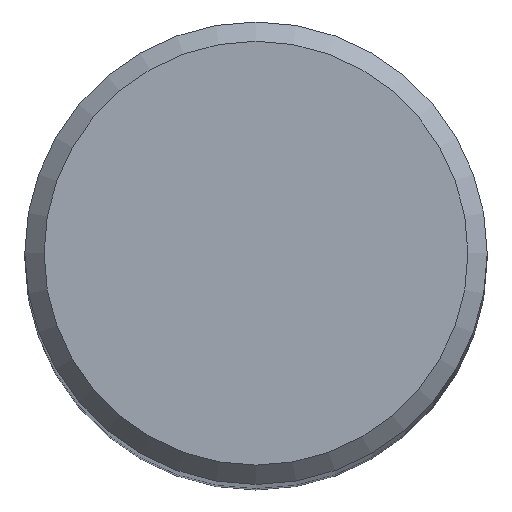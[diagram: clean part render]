
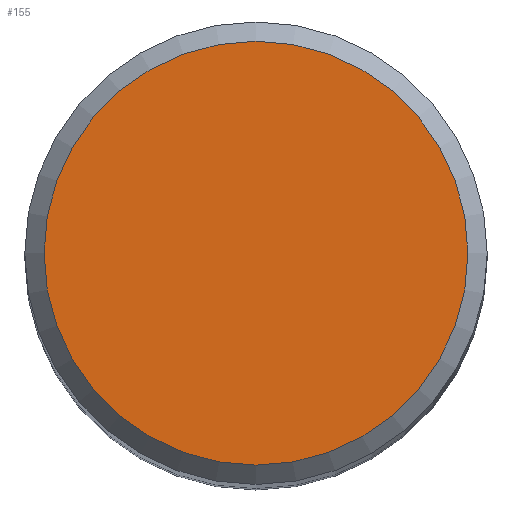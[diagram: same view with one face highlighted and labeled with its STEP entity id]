
A CAD part, top view. The second image highlights one B-rep face of the part: STEP entity #155.
In plain terms, the highlighted planar face has unit normal (0, 0, 1).
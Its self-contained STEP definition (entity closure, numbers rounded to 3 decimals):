
#18 = CARTESIAN_POINT ( 'NONE',  ( 0., 0., 83. ) ) ;
#44 = CIRCLE ( 'NONE', #190, 5.5 ) ;
#52 = DIRECTION ( 'NONE',  ( 0., 0., -1. ) ) ;
#53 = DIRECTION ( 'NONE',  ( 0., 1., 0. ) ) ;
#71 = DIRECTION ( 'NONE',  ( 0., 0., -1. ) ) ;
#88 = VERTEX_POINT ( 'NONE', #116 ) ;
#92 = FACE_OUTER_BOUND ( 'NONE', #101, .T. ) ;
#101 = EDGE_LOOP ( 'NONE', ( #147 ) ) ;
#116 = CARTESIAN_POINT ( 'NONE',  ( 0., 5.5, 83. ) ) ;
#129 = PLANE ( 'NONE',  #219 ) ;
#147 = ORIENTED_EDGE ( 'NONE', *, *, #181, .F. ) ;
#155 = ADVANCED_FACE ( 'NONE', ( #92 ), #129, .F. ) ;
#181 = EDGE_CURVE ( 'NONE', #88, #88, #44, .T. ) ;
#190 = AXIS2_PLACEMENT_3D ( 'NONE', #18, #71, #53 ) ;
#193 = CARTESIAN_POINT ( 'NONE',  ( 0., 0., 83. ) ) ;
#219 = AXIS2_PLACEMENT_3D ( 'NONE', #193, #52, #222 ) ;
#222 = DIRECTION ( 'NONE',  ( 0., 1., 0. ) ) ;
